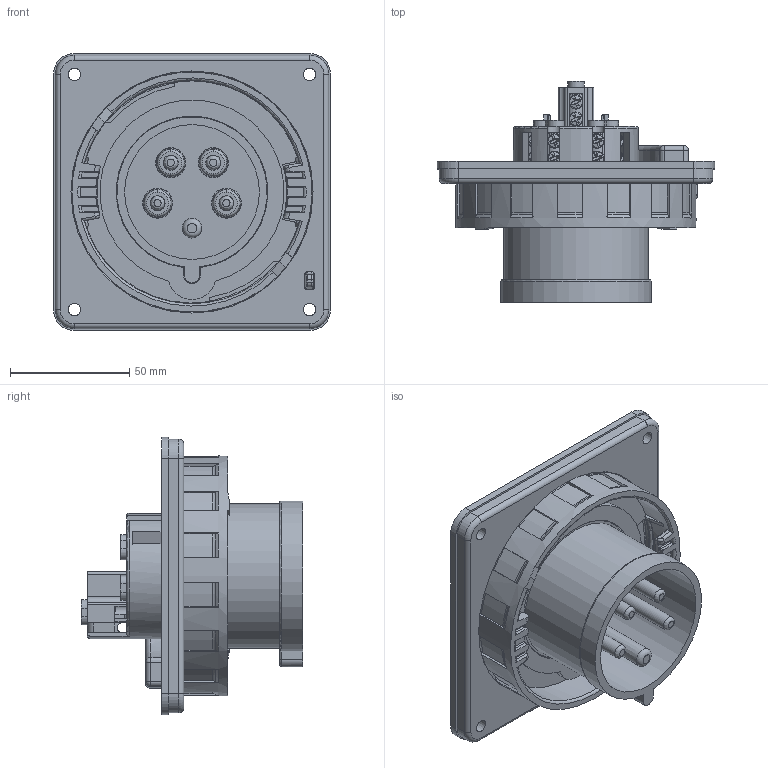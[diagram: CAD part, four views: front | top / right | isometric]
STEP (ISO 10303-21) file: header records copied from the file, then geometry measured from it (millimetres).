
FILE_DESCRIPTION(/* description */ (''),/* implementation_level */ '2;1');
FILE_NAME(/* name */ '4003598.stp',/* time_stamp */ '2019-03-01T11:24:18+01:00',/* author */ (''),/* organization */ (''),/* preprocessor_version */ 'ST-DEVELOPER v16.7',/* originating_system */ 'SIEMENS PLM Software NX 12.0',/* authorisation */ '');
FILE_SCHEMA (('AUTOMOTIVE_DESIGN { 1 0 10303 214 3 1 1 1 }'));
Products named in the file (1): bsom23CC53FBp2a7
Bounding box: 116 x 92.5 x 116 mm (x, y, z)
Volume: 177315.5 mm3; surface area: 148281.1 mm2
Topology: 24 solids, 24 shells, 2781 faces, 6801 edges, 4092 vertices
Faces by surface type: plane 912, cylinder 833, bspline 569, torus 248, sphere 128, cone 91
Full cylindrical faces by diameter (mm): 1.8 x3, 1.875 x3, 2.5 x3, 2.7 x3, 2.8 x10, 3.5 x10, 4.2 x5, 4.3 x3, 4.7 x5, 5 x2, 5.1 x4, 5.5 x6, 6 x14, 6.3 x4, 8 x4, 8.3 x5, 9.002 x1, 9.3 x1, 11 x4, 12 x1, 52.6 x1, 56.4 x1, 60.5 x1, 61.5 x1, 64 x1, 68 x1, 70 x1, 75 x1, 84.8 x1, 93.5 x1
Entity records: 108262 total; most frequent: CARTESIAN_POINT 47115, ORIENTED_EDGE 12866, DIRECTION 12239, EDGE_CURVE 6433, AXIS2_PLACEMENT_3D 4816, VERTEX_POINT 4012, EDGE_LOOP 3170, ADVANCED_FACE 2780
